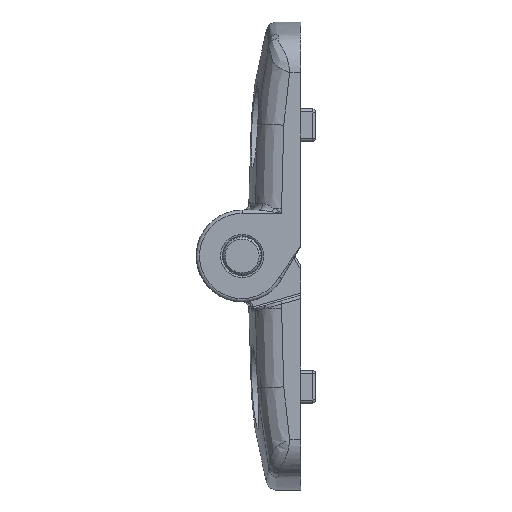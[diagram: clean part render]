
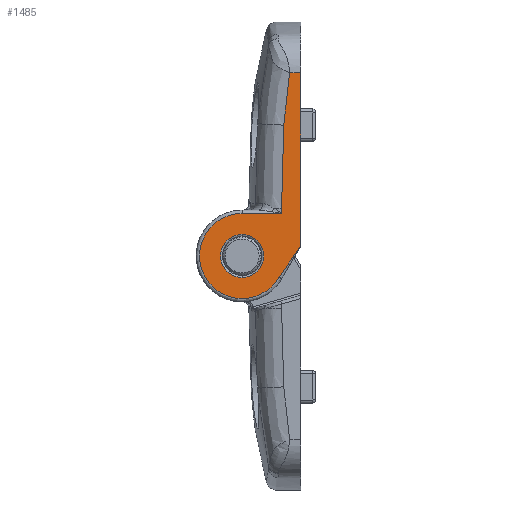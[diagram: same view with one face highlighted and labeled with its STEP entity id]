
A CAD part, left-side view. The second image highlights one B-rep face of the part: STEP entity #1485.
In plain terms, the highlighted planar face has unit normal (-1, 0, 0).
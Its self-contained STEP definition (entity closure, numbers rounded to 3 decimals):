
#1485=ADVANCED_FACE('NONE',(#3262,#3263),#3264,.F.);
#3262=FACE_OUTER_BOUND('',#6551,.T.);
#3263=FACE_BOUND('',#6552,.T.);
#3264=PLANE('',#6553);
#6551=EDGE_LOOP('',(#12642,#12643,#12644,#12645,#12646,#12647,#12648,#12649,#12650));
#6552=EDGE_LOOP('',(#12651,#12652));
#6553=AXIS2_PLACEMENT_3D('',#12653,#12654,#12655);
#12642=ORIENTED_EDGE('',*,*,#16478,.T.);
#12643=ORIENTED_EDGE('',*,*,#16529,.F.);
#12644=ORIENTED_EDGE('',*,*,#16530,.T.);
#12645=ORIENTED_EDGE('',*,*,#16531,.T.);
#12646=ORIENTED_EDGE('',*,*,#16532,.T.);
#12647=ORIENTED_EDGE('',*,*,#16533,.T.);
#12648=ORIENTED_EDGE('',*,*,#16534,.T.);
#12649=ORIENTED_EDGE('',*,*,#16535,.T.);
#12650=ORIENTED_EDGE('',*,*,#16536,.F.);
#12651=ORIENTED_EDGE('',*,*,#16415,.T.);
#12652=ORIENTED_EDGE('',*,*,#16537,.T.);
#12653=CARTESIAN_POINT('',(-24.0,7.9,-10.0));
#12654=DIRECTION('',(1.0,0.,0.));
#12655=DIRECTION('',(0.,1.0,0.));
#16415=EDGE_CURVE('NONE',#19304,#19302,#19305,.T.);
#16478=EDGE_CURVE('NONE',#19417,#19415,#19418,.T.);
#16529=EDGE_CURVE('NONE',#19500,#19415,#19501,.T.);
#16530=EDGE_CURVE('NONE',#19500,#19502,#19503,.T.);
#16531=EDGE_CURVE('NONE',#19502,#19504,#19505,.T.);
#16532=EDGE_CURVE('NONE',#19504,#19506,#19507,.T.);
#16533=EDGE_CURVE('NONE',#19506,#19508,#19509,.T.);
#16534=EDGE_CURVE('NONE',#19508,#19510,#19511,.T.);
#16535=EDGE_CURVE('NONE',#19510,#19512,#19513,.T.);
#16536=EDGE_CURVE('NONE',#19417,#19512,#19514,.T.);
#16537=EDGE_CURVE('NONE',#19302,#19304,#19515,.T.);
#19302=VERTEX_POINT('NONE',#24463);
#19304=VERTEX_POINT('NONE',#24465);
#19305=CIRCLE('',#24466,3.3);
#19415=VERTEX_POINT('NONE',#24726);
#19417=VERTEX_POINT('NONE',#24728);
#19418=LINE('',#24729,#24730);
#19500=VERTEX_POINT('NONE',#25015);
#19501=LINE('',#25016,#25017);
#19502=VERTEX_POINT('NONE',#25018);
#19503=B_SPLINE_CURVE_WITH_KNOTS('',3,(#25019,#25020,#25021,#25022),.UNSPECIFIED.,.F.,.F.,(4,4),(0.005,0.013),.UNSPECIFIED.);
#19504=VERTEX_POINT('NONE',#25023);
#19505=B_SPLINE_CURVE_WITH_KNOTS('',3,(#25024,#25025,#25026,#25027),.UNSPECIFIED.,.F.,.F.,(4,4),(0.,0.013),.UNSPECIFIED.);
#19506=VERTEX_POINT('NONE',#25028);
#19507=LINE('',#25029,#25030);
#19508=VERTEX_POINT('NONE',#25031);
#19509=LINE('',#25032,#25033);
#19510=VERTEX_POINT('NONE',#25034);
#19511=B_SPLINE_CURVE_WITH_KNOTS('',3,(#25035,#25036,#25037,#25038,#25039,#25040,#25041,#25042,#25043,#25044,#25045,#25046,#25047,#25048,#25049,#25050,#25051,#25052,#25053,#25054,#25055,#25056,#25057,#25058,#25059,#25060,#25061,#25062,#25063,#25064,#25065,#25066,#25067,#25068),.UNSPECIFIED.,.F.,.F.,(4,2,2,2,2,2,2,2,2,2,2,2,2,2,2,2,4),(0.0,0.063,0.125,0.188,0.25,0.313,0.375,0.438,0.5,0.563,0.625,0.688,0.75,0.813,0.875,0.938,1.0),.UNSPECIFIED.);
#19512=VERTEX_POINT('NONE',#25069);
#19513=B_SPLINE_CURVE_WITH_KNOTS('',3,(#25070,#25071,#25072,#25073),.UNSPECIFIED.,.F.,.F.,(4,4),(0.0,1.0),.UNSPECIFIED.);
#19514=B_SPLINE_CURVE_WITH_KNOTS('',3,(#25074,#25075,#25076,#25077),.UNSPECIFIED.,.F.,.F.,(4,4),(0.014,0.014),.UNSPECIFIED.);
#19515=CIRCLE('',#25078,3.3);
#24463=CARTESIAN_POINT('',(-24.0,8.95,3.3));
#24465=CARTESIAN_POINT('',(-24.0,8.95,-3.3));
#24466=AXIS2_PLACEMENT_3D('',#29214,#29215,#29216);
#24726=CARTESIAN_POINT('',(-24.0,0.,28.011));
#24728=CARTESIAN_POINT('',(-24.0,0.,1.432));
#24729=CARTESIAN_POINT('',(-24.0,0.,-1.134));
#24730=VECTOR('',#29291,1000.0);
#25015=CARTESIAN_POINT('',(-24.0,1.679,28.011));
#25016=CARTESIAN_POINT('',(-24.0,16.02,28.011));
#25017=VECTOR('',#29335,1000.0);
#25018=CARTESIAN_POINT('',(-24.0,2.587,19.994));
#25019=CARTESIAN_POINT('',(-24.0,1.679,28.011));
#25020=CARTESIAN_POINT('',(-24.0,2.144,25.363));
#25021=CARTESIAN_POINT('',(-24.0,2.447,22.691));
#25022=CARTESIAN_POINT('',(-24.0,2.587,19.994));
#25023=CARTESIAN_POINT('',(-24.0,2.917,7.3));
#25024=CARTESIAN_POINT('',(-24.0,2.587,19.994));
#25025=CARTESIAN_POINT('',(-24.0,2.807,15.765));
#25026=CARTESIAN_POINT('',(-24.0,2.917,11.534));
#25027=CARTESIAN_POINT('',(-24.0,2.917,7.3));
#25028=CARTESIAN_POINT('',(-24.0,2.917,6.5));
#25029=CARTESIAN_POINT('',(-24.0,2.917,-10.0));
#25030=VECTOR('',#29336,1000.0);
#25031=CARTESIAN_POINT('',(-24.0,8.95,6.5));
#25032=CARTESIAN_POINT('',(-24.0,7.9,6.5));
#25033=VECTOR('',#29337,1000.0);
#25034=CARTESIAN_POINT('',(-24.0,3.321,-3.25));
#25035=CARTESIAN_POINT('',(-24.0,8.95,6.5));
#25036=CARTESIAN_POINT('',(-24.0,9.521,6.5));
#25037=CARTESIAN_POINT('',(-24.0,10.082,6.426));
#25038=CARTESIAN_POINT('',(-24.0,11.183,6.131));
#25039=CARTESIAN_POINT('',(-24.0,11.706,5.914));
#25040=CARTESIAN_POINT('',(-24.0,12.694,5.344));
#25041=CARTESIAN_POINT('',(-24.0,13.143,4.999));
#25042=CARTESIAN_POINT('',(-24.0,13.949,4.193));
#25043=CARTESIAN_POINT('',(-24.0,14.294,3.744));
#25044=CARTESIAN_POINT('',(-24.0,14.864,2.756));
#25045=CARTESIAN_POINT('',(-24.0,15.081,2.233));
#25046=CARTESIAN_POINT('',(-24.0,15.376,1.132));
#25047=CARTESIAN_POINT('',(-24.0,15.45,0.57));
#25048=CARTESIAN_POINT('',(-24.0,15.45,-0.57));
#25049=CARTESIAN_POINT('',(-24.0,15.376,-1.132));
#25050=CARTESIAN_POINT('',(-24.0,15.081,-2.233));
#25051=CARTESIAN_POINT('',(-24.0,14.864,-2.756));
#25052=CARTESIAN_POINT('',(-24.0,14.294,-3.744));
#25053=CARTESIAN_POINT('',(-24.0,13.949,-4.193));
#25054=CARTESIAN_POINT('',(-24.0,13.143,-4.999));
#25055=CARTESIAN_POINT('',(-24.0,12.694,-5.344));
#25056=CARTESIAN_POINT('',(-24.0,11.706,-5.914));
#25057=CARTESIAN_POINT('',(-24.0,11.183,-6.131));
#25058=CARTESIAN_POINT('',(-24.0,10.082,-6.426));
#25059=CARTESIAN_POINT('',(-24.0,9.52,-6.5));
#25060=CARTESIAN_POINT('',(-24.0,8.38,-6.5));
#25061=CARTESIAN_POINT('',(-24.0,7.818,-6.426));
#25062=CARTESIAN_POINT('',(-24.0,6.717,-6.131));
#25063=CARTESIAN_POINT('',(-24.0,6.194,-5.914));
#25064=CARTESIAN_POINT('',(-24.0,5.206,-5.344));
#25065=CARTESIAN_POINT('',(-24.0,4.757,-4.999));
#25066=CARTESIAN_POINT('',(-24.0,3.951,-4.193));
#25067=CARTESIAN_POINT('',(-24.0,3.606,-3.744));
#25068=CARTESIAN_POINT('',(-24.0,3.321,-3.25));
#25069=CARTESIAN_POINT('',(-24.0,0.046,1.422));
#25070=CARTESIAN_POINT('',(-24.0,3.321,-3.25));
#25071=CARTESIAN_POINT('',(-24.0,2.374,-1.609));
#25072=CARTESIAN_POINT('',(-24.0,1.21,-0.094));
#25073=CARTESIAN_POINT('',(-24.0,0.046,1.422));
#25074=CARTESIAN_POINT('',(-24.0,0.,1.432));
#25075=CARTESIAN_POINT('',(-24.0,0.015,1.429));
#25076=CARTESIAN_POINT('',(-24.0,0.031,1.425));
#25077=CARTESIAN_POINT('',(-24.0,0.046,1.422));
#25078=AXIS2_PLACEMENT_3D('',#29338,#29339,#29340);
#29214=CARTESIAN_POINT('',(-24.0,8.95,0.));
#29215=DIRECTION('',(1.0,0.,0.));
#29216=DIRECTION('',(0.,0.,-1.0));
#29291=DIRECTION('',(0.,0.,1.0));
#29335=DIRECTION('',(0.,-1.0,0.));
#29336=DIRECTION('',(0.,0.,-1.0));
#29337=DIRECTION('',(0.,1.0,0.));
#29338=CARTESIAN_POINT('',(-24.0,8.95,0.));
#29339=DIRECTION('',(1.0,0.,0.));
#29340=DIRECTION('',(0.,0.,-1.0));
